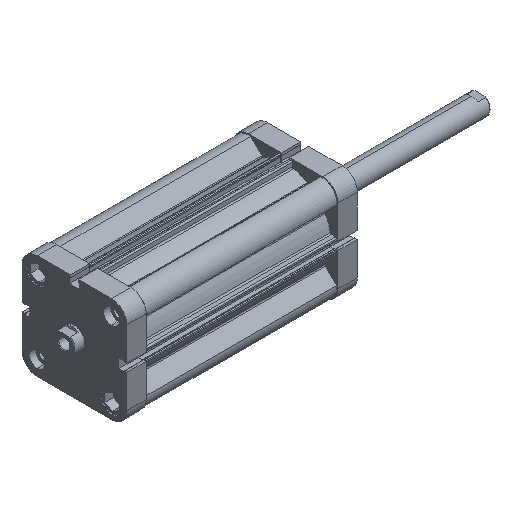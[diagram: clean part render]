
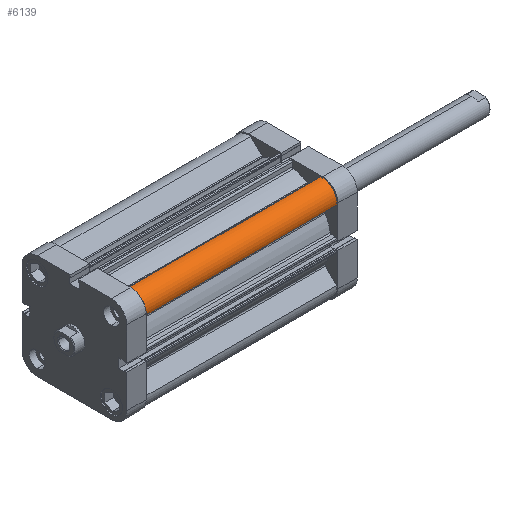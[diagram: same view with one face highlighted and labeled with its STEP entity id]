
A CAD part, isometric view. The second image highlights one B-rep face of the part: STEP entity #6139.
In plain terms, the highlighted cylindrical face has radius 10.75 mm (diameter 21.5 mm), a partial arc.
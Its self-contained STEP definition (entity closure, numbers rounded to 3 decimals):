
#1 = CARTESIAN_POINT ( 'NONE',  ( 38.853, -26.479, 145.5 ) ) ;
#2 = DIRECTION ( 'NONE',  ( 0., 0., -1. ) ) ;
#37 = CARTESIAN_POINT ( 'NONE',  ( 26.479, -38.853, 145.5 ) ) ;
#38 = DIRECTION ( 'NONE',  ( 0., 0., -1. ) ) ;
#661 = DIRECTION ( 'NONE',  ( 0., 0., -1. ) ) ;
#664 = DIRECTION ( 'NONE',  ( -1., 0., 0. ) ) ;
#669 = CARTESIAN_POINT ( 'NONE',  ( 28.25, -28.25, 145.5 ) ) ;
#1262 = CARTESIAN_POINT ( 'NONE',  ( 26.479, -38.853, 145.5 ) ) ;
#1264 = CARTESIAN_POINT ( 'NONE',  ( 38.853, -26.479, 145.5 ) ) ;
#1419 = CARTESIAN_POINT ( 'NONE',  ( 38.853, -26.479, 0. ) ) ;
#1421 = CARTESIAN_POINT ( 'NONE',  ( 26.479, -38.853, 0. ) ) ;
#2909 = EDGE_CURVE ( 'NONE', #6403, #6404, #4759, .T. ) ;
#3026 = EDGE_CURVE ( 'NONE', #6496, #6495, #4944, .T. ) ;
#3111 = EDGE_CURVE ( 'NONE', #6404, #6495, #5096, .T. ) ;
#3129 = EDGE_CURVE ( 'NONE', #6403, #6496, #5132, .T. ) ;
#3177 = AXIS2_PLACEMENT_3D ( 'NONE', #6923, #6932, #6933 ) ;
#3249 = AXIS2_PLACEMENT_3D ( 'NONE', #7218, #7219, #7220 ) ;
#3442 = AXIS2_PLACEMENT_3D ( 'NONE', #669, #661, #664 ) ;
#3737 = ORIENTED_EDGE ( 'NONE', *, *, #3026, .T. ) ;
#3738 = ORIENTED_EDGE ( 'NONE', *, *, #3111, .F. ) ;
#3739 = ORIENTED_EDGE ( 'NONE', *, *, #2909, .F. ) ;
#3740 = ORIENTED_EDGE ( 'NONE', *, *, #3129, .T. ) ;
#4138 = EDGE_LOOP ( 'NONE', ( #3737, #3738, #3739, #3740 ) ) ;
#4759 = CIRCLE ( 'NONE', #3177, 10.75 ) ;
#4944 = CIRCLE ( 'NONE', #3249, 10.75 ) ;
#5096 = LINE ( 'NONE', #1, #5097 ) ;
#5097 = VECTOR ( 'NONE', #2, 1000. ) ;
#5132 = LINE ( 'NONE', #37, #5133 ) ;
#5133 = VECTOR ( 'NONE', #38, 1000. ) ;
#5471 = CYLINDRICAL_SURFACE ( 'NONE', #3442, 10.75 ) ;
#5474 = FACE_OUTER_BOUND ( 'NONE', #4138, .T. ) ;
#6139 = ADVANCED_FACE ( 'NONE', ( #5474 ), #5471, .T. ) ;
#6403 = VERTEX_POINT ( 'NONE', #1262 ) ;
#6404 = VERTEX_POINT ( 'NONE', #1264 ) ;
#6495 = VERTEX_POINT ( 'NONE', #1419 ) ;
#6496 = VERTEX_POINT ( 'NONE', #1421 ) ;
#6923 = CARTESIAN_POINT ( 'NONE',  ( 28.25, -28.25, 145.5 ) ) ;
#6932 = DIRECTION ( 'NONE',  ( 0., 0., 1. ) ) ;
#6933 = DIRECTION ( 'NONE',  ( -1., 0., 0. ) ) ;
#7218 = CARTESIAN_POINT ( 'NONE',  ( 28.25, -28.25, 0. ) ) ;
#7219 = DIRECTION ( 'NONE',  ( 0., 0., 1. ) ) ;
#7220 = DIRECTION ( 'NONE',  ( -1., 0., 0. ) ) ;
